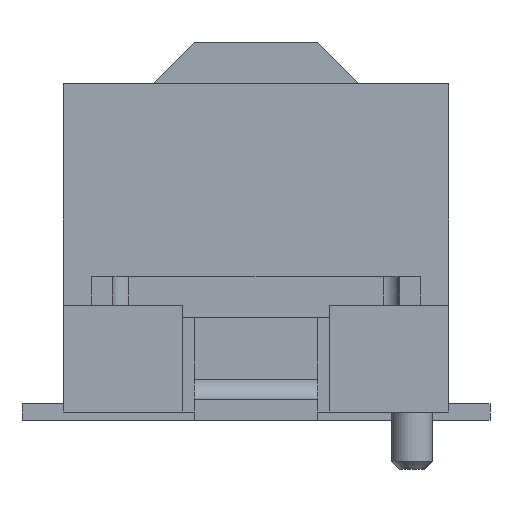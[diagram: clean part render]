
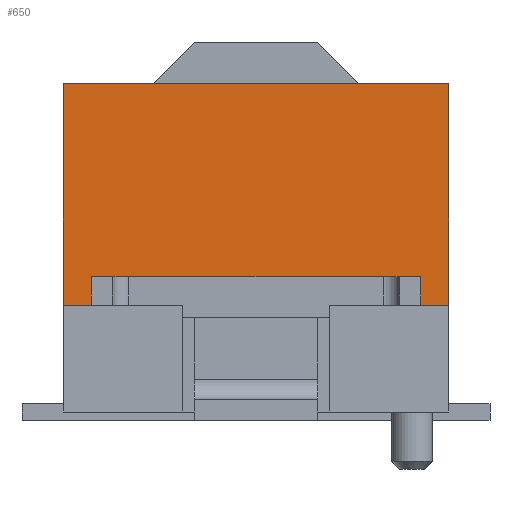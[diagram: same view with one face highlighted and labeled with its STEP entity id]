
A CAD part, front view. The second image highlights one B-rep face of the part: STEP entity #650.
In plain terms, the highlighted planar face has unit normal (0, -1, 0).
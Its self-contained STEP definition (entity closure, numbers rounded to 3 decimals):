
#504 = VERTEX_POINT('',#505);
#505 = CARTESIAN_POINT('',(-2.35,-5.35,4.1));
#511 = EDGE_CURVE('',#512,#504,#514,.T.);
#512 = VERTEX_POINT('',#513);
#513 = CARTESIAN_POINT('',(2.35,-5.35,4.1));
#514 = LINE('',#515,#516);
#515 = CARTESIAN_POINT('',(2.35,-5.35,4.1));
#516 = VECTOR('',#517,1.);
#517 = DIRECTION('',(-1.,0.,0.));
#606 = EDGE_CURVE('',#607,#504,#609,.T.);
#607 = VERTEX_POINT('',#608);
#608 = CARTESIAN_POINT('',(-2.35,-5.35,1.4));
#609 = LINE('',#610,#611);
#610 = CARTESIAN_POINT('',(-2.35,-5.35,1.4));
#611 = VECTOR('',#612,1.);
#612 = DIRECTION('',(0.,0.,1.));
#632 = EDGE_CURVE('',#633,#512,#635,.T.);
#633 = VERTEX_POINT('',#634);
#634 = CARTESIAN_POINT('',(2.35,-5.35,1.4));
#635 = LINE('',#636,#637);
#636 = CARTESIAN_POINT('',(2.35,-5.35,1.4));
#637 = VECTOR('',#638,1.);
#638 = DIRECTION('',(0.,0.,1.));
#650 = ADVANCED_FACE('',(#651),#694,.T.);
#651 = FACE_BOUND('',#652,.T.);
#652 = EDGE_LOOP('',(#653,#661,#662,#663,#664,#672,#680,#688));
#653 = ORIENTED_EDGE('',*,*,#654,.F.);
#654 = EDGE_CURVE('',#633,#655,#657,.T.);
#655 = VERTEX_POINT('',#656);
#656 = CARTESIAN_POINT('',(1.55,-5.35,1.4));
#657 = LINE('',#658,#659);
#658 = CARTESIAN_POINT('',(2.35,-5.35,1.4));
#659 = VECTOR('',#660,1.);
#660 = DIRECTION('',(-1.,0.,0.));
#661 = ORIENTED_EDGE('',*,*,#632,.T.);
#662 = ORIENTED_EDGE('',*,*,#511,.T.);
#663 = ORIENTED_EDGE('',*,*,#606,.F.);
#664 = ORIENTED_EDGE('',*,*,#665,.F.);
#665 = EDGE_CURVE('',#666,#607,#668,.T.);
#666 = VERTEX_POINT('',#667);
#667 = CARTESIAN_POINT('',(-1.55,-5.35,1.4));
#668 = LINE('',#669,#670);
#669 = CARTESIAN_POINT('',(2.35,-5.35,1.4));
#670 = VECTOR('',#671,1.);
#671 = DIRECTION('',(-1.,0.,0.));
#672 = ORIENTED_EDGE('',*,*,#673,.T.);
#673 = EDGE_CURVE('',#666,#674,#676,.T.);
#674 = VERTEX_POINT('',#675);
#675 = CARTESIAN_POINT('',(-1.55,-5.35,1.75));
#676 = LINE('',#677,#678);
#677 = CARTESIAN_POINT('',(-1.55,-5.35,1.25));
#678 = VECTOR('',#679,1.);
#679 = DIRECTION('',(0.,0.,1.));
#680 = ORIENTED_EDGE('',*,*,#681,.F.);
#681 = EDGE_CURVE('',#682,#674,#684,.T.);
#682 = VERTEX_POINT('',#683);
#683 = CARTESIAN_POINT('',(1.55,-5.35,1.75));
#684 = LINE('',#685,#686);
#685 = CARTESIAN_POINT('',(1.55,-5.35,1.75));
#686 = VECTOR('',#687,1.);
#687 = DIRECTION('',(-1.,0.,0.));
#688 = ORIENTED_EDGE('',*,*,#689,.F.);
#689 = EDGE_CURVE('',#655,#682,#690,.T.);
#690 = LINE('',#691,#692);
#691 = CARTESIAN_POINT('',(1.55,-5.35,1.25));
#692 = VECTOR('',#693,1.);
#693 = DIRECTION('',(0.,0.,1.));
#694 = PLANE('',#695);
#695 = AXIS2_PLACEMENT_3D('',#696,#697,#698);
#696 = CARTESIAN_POINT('',(2.35,-5.35,1.4));
#697 = DIRECTION('',(0.,-1.,0.));
#698 = DIRECTION('',(-1.,0.,0.));
